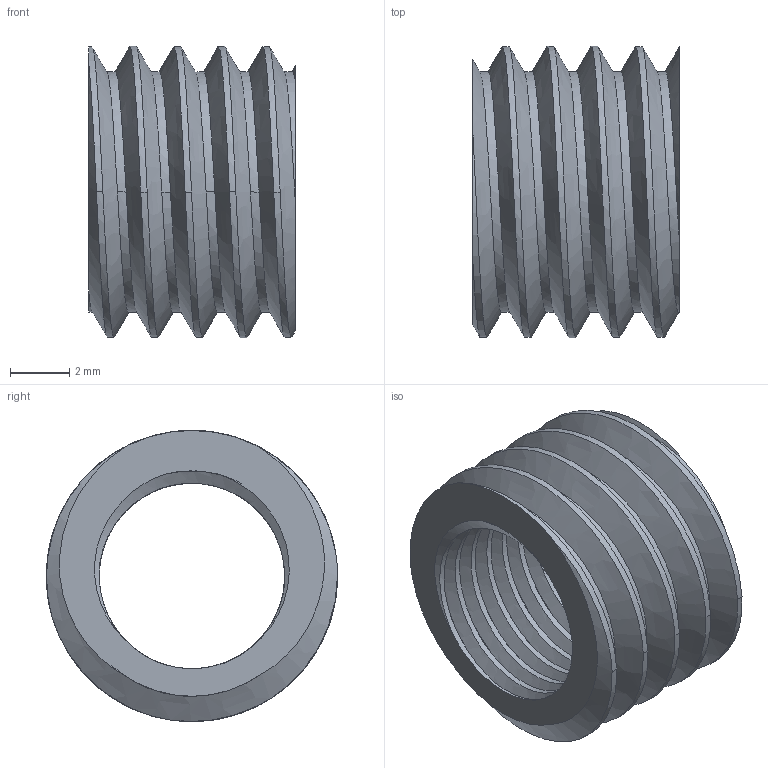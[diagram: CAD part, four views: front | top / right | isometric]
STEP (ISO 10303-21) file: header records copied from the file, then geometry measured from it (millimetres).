
FILE_DESCRIPTION(/* description */ (''),/* implementation_level */ '2;1');
FILE_NAME(/* name */ 'Adaptateur.step',/* time_stamp */ '2021-03-02T18:27:19+01:00',/* author */ (''),/* organization */ (''),/* preprocessor_version */ 'ST-DEVELOPER v18.1',/* originating_system */ 'Autodesk Translation Framework v9.7.1.1290',/* authorisation */ '');
FILE_SCHEMA (('AUTOMOTIVE_DESIGN { 1 0 10303 214 3 1 1 }'));
Length unit declared in the file: millimetre
Products named in the file (1): (Non enregistré)
Bounding box: 7 x 9.86 x 9.86 mm (x, y, z)
Volume: 201.1 mm3; surface area: 625.3 mm2
Topology: 1 solids, 1 shells, 39 faces, 111 edges, 74 vertices
Faces by surface type: cylinder 33, bspline 4, plane 2
Full cylindrical faces by diameter (mm): 6.283 x6, 7.12 x2, 8.141 x1, 9.85 x2
Entity records: 3610 total; most frequent: CARTESIAN_POINT 2702, ORIENTED_EDGE 222, DIRECTION 119, EDGE_CURVE 111, VERTEX_POINT 74, B_SPLINE_CURVE_WITH_KNOTS 73, AXIS2_PLACEMENT_3D 45, EDGE_LOOP 41
